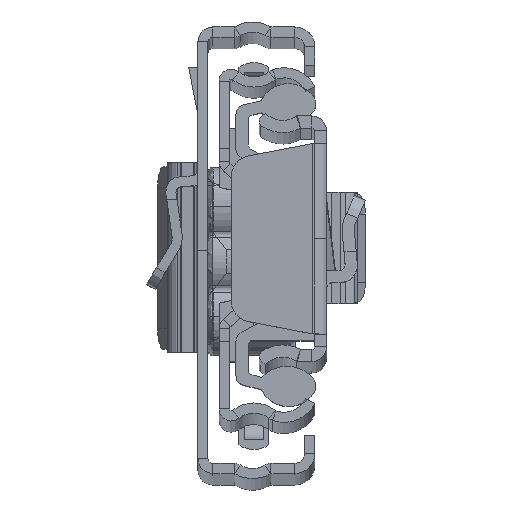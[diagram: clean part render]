
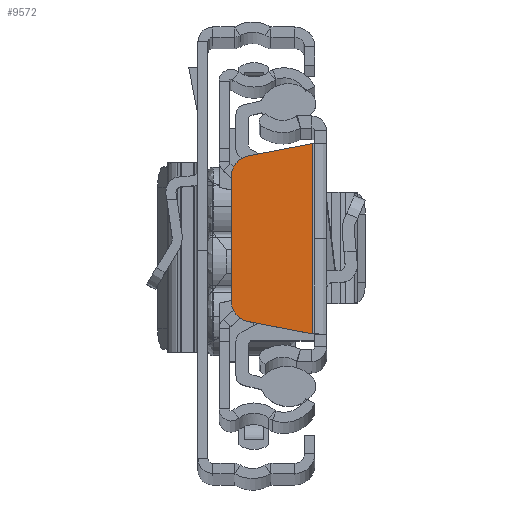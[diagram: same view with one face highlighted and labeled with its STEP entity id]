
A CAD part, top view. The second image highlights one B-rep face of the part: STEP entity #9572.
In plain terms, the highlighted planar face has unit normal (0, 0, 1).
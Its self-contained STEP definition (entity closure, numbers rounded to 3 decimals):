
#719 = CARTESIAN_POINT ( 'NONE',  ( -1.36, -9.379, 0. ) ) ;
#1063 = DIRECTION ( 'NONE',  ( 0., 0., -1. ) ) ;
#1811 = VERTEX_POINT ( 'NONE', #10894 ) ;
#2461 = CIRCLE ( 'NONE', #19808, 2. ) ;
#3385 = ORIENTED_EDGE ( 'NONE', *, *, #5812, .T. ) ;
#3387 = VERTEX_POINT ( 'NONE', #12601 ) ;
#3736 = CARTESIAN_POINT ( 'NONE',  ( -7.401, 6.183, 0. ) ) ;
#3777 = VERTEX_POINT ( 'NONE', #12515 ) ;
#4232 = VECTOR ( 'NONE', #14377, 1000. ) ;
#4347 = AXIS2_PLACEMENT_3D ( 'NONE', #3736, #7288, #20129 ) ;
#4699 = EDGE_CURVE ( 'NONE', #19379, #9861, #14985, .T. ) ;
#5064 = VECTOR ( 'NONE', #11176, 1000. ) ;
#5116 = DIRECTION ( 'NONE',  ( 0., -1., 0. ) ) ;
#5375 = ORIENTED_EDGE ( 'NONE', *, *, #11552, .T. ) ;
#5812 = EDGE_CURVE ( 'NONE', #3387, #9056, #12281, .T. ) ;
#6143 = ORIENTED_EDGE ( 'NONE', *, *, #17925, .T. ) ;
#6359 = DIRECTION ( 'NONE',  ( -1., 0., 0. ) ) ;
#6441 = VECTOR ( 'NONE', #5116, 1000. ) ;
#6623 = DIRECTION ( 'NONE',  ( -0.982, -0.189, 0. ) ) ;
#6902 = ORIENTED_EDGE ( 'NONE', *, *, #16458, .T. ) ;
#7125 = CARTESIAN_POINT ( 'NONE',  ( -1.786, 9.298, 0. ) ) ;
#7288 = DIRECTION ( 'NONE',  ( 0., 0., 1. ) ) ;
#9056 = VERTEX_POINT ( 'NONE', #15578 ) ;
#9136 = ORIENTED_EDGE ( 'NONE', *, *, #4699, .T. ) ;
#9572 = ADVANCED_FACE ( 'NONE', ( #11019 ), #21157, .F. ) ;
#9600 = CARTESIAN_POINT ( 'NONE',  ( 0., 0., 0. ) ) ;
#9861 = VERTEX_POINT ( 'NONE', #719 ) ;
#10894 = CARTESIAN_POINT ( 'NONE',  ( -9.401, -6.183, 0. ) ) ;
#11019 = FACE_OUTER_BOUND ( 'NONE', #14901, .T. ) ;
#11036 = DIRECTION ( 'NONE',  ( -1., 0., 0. ) ) ;
#11176 = DIRECTION ( 'NONE',  ( 0., -1., 0. ) ) ;
#11552 = EDGE_CURVE ( 'NONE', #3777, #3387, #18253, .T. ) ;
#12281 = CIRCLE ( 'NONE', #4347, 2. ) ;
#12515 = CARTESIAN_POINT ( 'NONE',  ( -1.36, 9.379, 0. ) ) ;
#12601 = CARTESIAN_POINT ( 'NONE',  ( -7.778, 8.147, 0. ) ) ;
#13730 = CARTESIAN_POINT ( 'NONE',  ( -7.778, -8.147, 0. ) ) ;
#14377 = DIRECTION ( 'NONE',  ( 0.982, -0.189, 0. ) ) ;
#14642 = CARTESIAN_POINT ( 'NONE',  ( -9.401, 0., 0. ) ) ;
#14862 = EDGE_CURVE ( 'NONE', #3777, #9861, #18052, .T. ) ;
#14901 = EDGE_LOOP ( 'NONE', ( #6902, #6143, #9136, #16411, #5375, #3385 ) ) ;
#14985 = LINE ( 'NONE', #18151, #4232 ) ;
#15400 = CARTESIAN_POINT ( 'NONE',  ( -7.401, -6.183, 0. ) ) ;
#15578 = CARTESIAN_POINT ( 'NONE',  ( -9.401, 6.183, 0. ) ) ;
#16411 = ORIENTED_EDGE ( 'NONE', *, *, #14862, .F. ) ;
#16458 = EDGE_CURVE ( 'NONE', #9056, #1811, #17814, .T. ) ;
#17814 = LINE ( 'NONE', #14642, #5064 ) ;
#17925 = EDGE_CURVE ( 'NONE', #1811, #19379, #2461, .T. ) ;
#18052 = LINE ( 'NONE', #20007, #6441 ) ;
#18151 = CARTESIAN_POINT ( 'NONE',  ( -1.786, -9.298, 0. ) ) ;
#18253 = LINE ( 'NONE', #7125, #19291 ) ;
#19291 = VECTOR ( 'NONE', #6623, 1000. ) ;
#19379 = VERTEX_POINT ( 'NONE', #13730 ) ;
#19415 = AXIS2_PLACEMENT_3D ( 'NONE', #9600, #1063, #6359 ) ;
#19808 = AXIS2_PLACEMENT_3D ( 'NONE', #15400, #20531, #11036 ) ;
#20007 = CARTESIAN_POINT ( 'NONE',  ( -1.36, -9.379, 0. ) ) ;
#20129 = DIRECTION ( 'NONE',  ( -1., 0., 0. ) ) ;
#20531 = DIRECTION ( 'NONE',  ( 0., 0., 1. ) ) ;
#21157 = PLANE ( 'NONE',  #19415 ) ;
